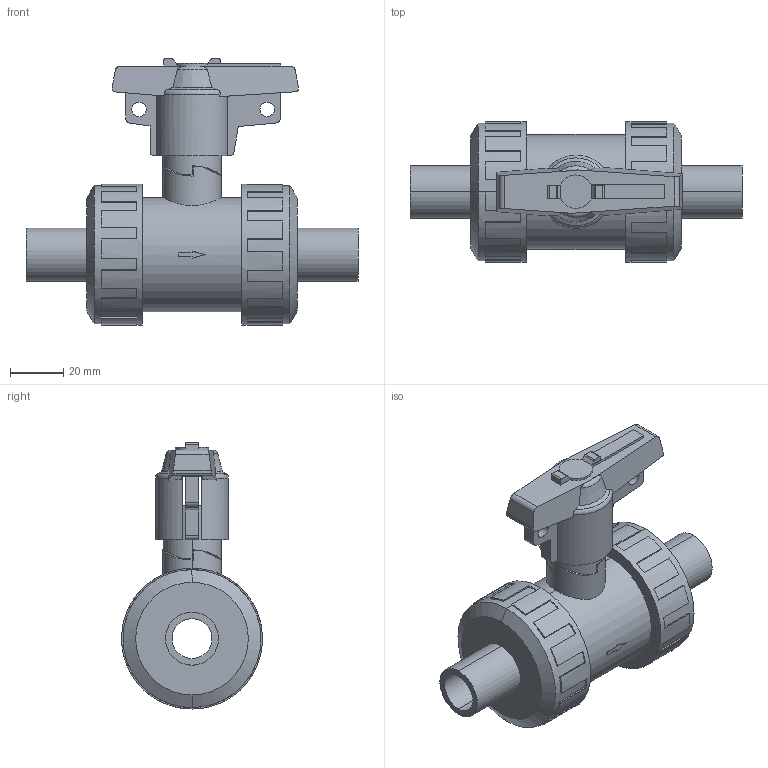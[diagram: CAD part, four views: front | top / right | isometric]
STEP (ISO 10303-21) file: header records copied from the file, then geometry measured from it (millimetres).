
FILE_DESCRIPTION(('STEP AP214'),'1');
FILE_NAME('cctmp_B9C2A093-CBFA-4D05-ACF7-BCBDDBAAE535_2021_10_21_14_34_41_0235..stp','2021-10-21T12:34:41',('Praher Valves GmbH'),('CADClick - www.CADClick.com'),'Spatial InterOp 3D',' ','unknown authorization');
FILE_SCHEMA(('AUTOMOTIVE_DESIGN'));
Length unit declared in the file: millimetre
Products named in the file (1): 129503
Bounding box: 125 x 53 x 100.17 mm (x, y, z)
Volume: 167012.3 mm3; surface area: 51912.2 mm2
Topology: 1 solids, 1 shells, 302 faces, 840 edges, 555 vertices
Faces by surface type: plane 218, cylinder 60, cone 16, torus 8
Entity records: 12503 total; most frequent: CARTESIAN_POINT 2123, DIRECTION 1689, ORIENTED_EDGE 1680, EDGE_CURVE 840, AXIS2_PLACEMENT_3D 591, VERTEX_POINT 555, LINE 507, VECTOR 507
